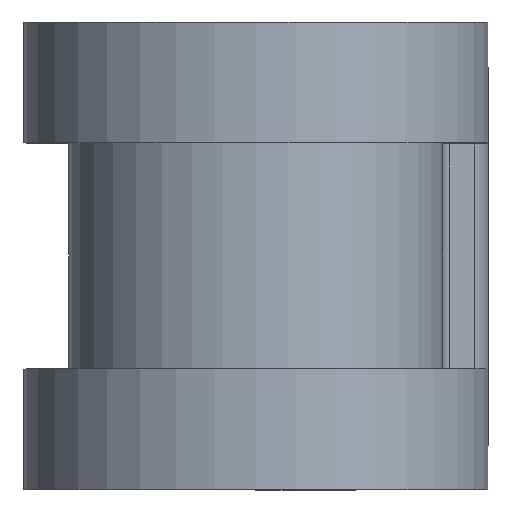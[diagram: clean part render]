
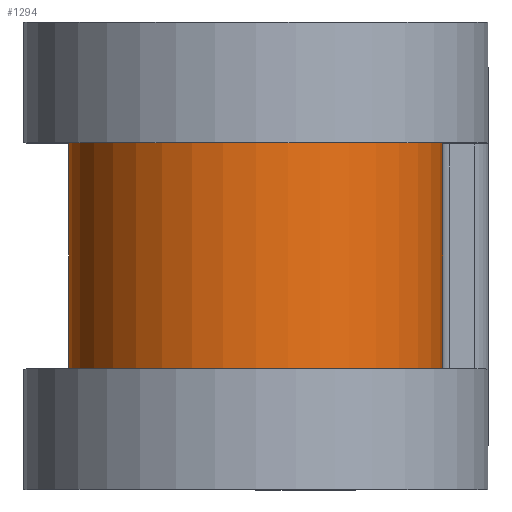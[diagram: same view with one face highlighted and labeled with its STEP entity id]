
A CAD part, top view. The second image highlights one B-rep face of the part: STEP entity #1294.
In plain terms, the highlighted cylindrical face has radius 6.299 mm (diameter 12.598 mm), a partial arc.
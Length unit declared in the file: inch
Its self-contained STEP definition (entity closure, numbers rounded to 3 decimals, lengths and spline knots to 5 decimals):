
#19 = CARTESIAN_POINT ( 'NONE',  ( 0., 0.25, -0.248 ) ) ;
#40 = CYLINDRICAL_SURFACE ( 'NONE', #677, 0.248 ) ;
#100 = ORIENTED_EDGE ( 'NONE', *, *, #636, .T. ) ;
#104 = CARTESIAN_POINT ( 'NONE',  ( 0., 0.25, 0. ) ) ;
#114 = LINE ( 'NONE', #19, #1485 ) ;
#146 = VERTEX_POINT ( 'NONE', #671 ) ;
#232 = DIRECTION ( 'NONE',  ( 0., 0., -1. ) ) ;
#257 = VERTEX_POINT ( 'NONE', #967 ) ;
#281 = VECTOR ( 'NONE', #1440, 39.37008 ) ;
#319 = DIRECTION ( 'NONE',  ( 0., -1., 0. ) ) ;
#328 = LINE ( 'NONE', #1297, #281 ) ;
#371 = DIRECTION ( 'NONE',  ( 0., -1., 0. ) ) ;
#398 = AXIS2_PLACEMENT_3D ( 'NONE', #1196, #371, #1332 ) ;
#515 = CARTESIAN_POINT ( 'NONE',  ( 0., -0.15, -0.248 ) ) ;
#636 = EDGE_CURVE ( 'NONE', #146, #257, #781, .T. ) ;
#655 = EDGE_LOOP ( 'NONE', ( #1250, #100, #1423, #1351 ) ) ;
#671 = CARTESIAN_POINT ( 'NONE',  ( 0.248, 0.15, 0. ) ) ;
#677 = AXIS2_PLACEMENT_3D ( 'NONE', #104, #784, #232 ) ;
#781 = CIRCLE ( 'NONE', #1062, 0.248 ) ;
#784 = DIRECTION ( 'NONE',  ( 0., -1., 0. ) ) ;
#832 = DIRECTION ( 'NONE',  ( 0., -1., 0. ) ) ;
#967 = CARTESIAN_POINT ( 'NONE',  ( 0., 0.15, -0.248 ) ) ;
#1062 = AXIS2_PLACEMENT_3D ( 'NONE', #1148, #319, #1282 ) ;
#1148 = CARTESIAN_POINT ( 'NONE',  ( 0., 0.15, 0. ) ) ;
#1169 = FACE_OUTER_BOUND ( 'NONE', #655, .T. ) ;
#1196 = CARTESIAN_POINT ( 'NONE',  ( 0., -0.15, 0. ) ) ;
#1237 = CARTESIAN_POINT ( 'NONE',  ( 0.248, -0.15, 0. ) ) ;
#1250 = ORIENTED_EDGE ( 'NONE', *, *, #1739, .F. ) ;
#1282 = DIRECTION ( 'NONE',  ( 0., 0., -1. ) ) ;
#1288 = EDGE_CURVE ( 'NONE', #1471, #1378, #1487, .T. ) ;
#1294 = ADVANCED_FACE ( 'NONE', ( #1169 ), #40, .T. ) ;
#1297 = CARTESIAN_POINT ( 'NONE',  ( 0.248, 0.25, 0. ) ) ;
#1332 = DIRECTION ( 'NONE',  ( 0., 0., -1. ) ) ;
#1351 = ORIENTED_EDGE ( 'NONE', *, *, #1288, .F. ) ;
#1378 = VERTEX_POINT ( 'NONE', #515 ) ;
#1423 = ORIENTED_EDGE ( 'NONE', *, *, #1516, .T. ) ;
#1440 = DIRECTION ( 'NONE',  ( 0., -1., 0. ) ) ;
#1471 = VERTEX_POINT ( 'NONE', #1237 ) ;
#1485 = VECTOR ( 'NONE', #832, 39.37008 ) ;
#1487 = CIRCLE ( 'NONE', #398, 0.248 ) ;
#1516 = EDGE_CURVE ( 'NONE', #257, #1378, #114, .T. ) ;
#1739 = EDGE_CURVE ( 'NONE', #146, #1471, #328, .T. ) ;
